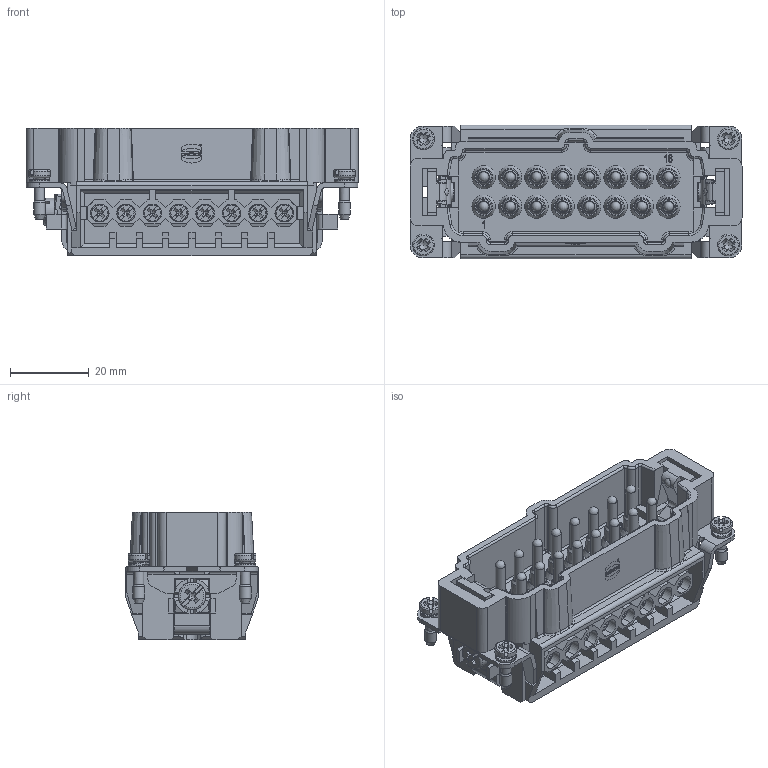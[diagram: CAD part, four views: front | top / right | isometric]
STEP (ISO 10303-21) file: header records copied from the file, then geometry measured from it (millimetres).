
FILE_DESCRIPTION(/* description */ (''),/* implementation_level */ '2;1');
FILE_NAME(/* name */ '100095094ugm000_c.stp',/* time_stamp */ '2017-10-27T11:46:46+02:00',/* author */ (''),/* organization */ (''),/* preprocessor_version */ 'ST-DEVELOPER v16',/* originating_system */ 'SIEMENS PLM Software NX 10.0',/* authorisation */ '');
FILE_SCHEMA (('AUTOMOTIVE_DESIGN { 1 0 10303 214 3 1 1 1 }'));
Products named in the file (1): 100095094ugm000_c
Bounding box: 84.35 x 33.9 x 32.42 mm (x, y, z)
Volume: 31514 mm3; surface area: 40133.9 mm2
Topology: 1 solids, 1 shells, 3279 faces, 9486 edges, 6198 vertices
Faces by surface type: plane 1705, bspline 612, cylinder 518, cone 280, extrusion 76, torus 44, sphere 44
Full cylindrical faces by diameter (mm): 0.335 x1, 0.492 x1, 0.6 x2, 2.4 x7, 2.438 x2, 2.5 x42, 2.65 x16, 3 x36, 3.2 x17, 3.5 x1, 3.7 x1, 4 x1, 4.5 x2, 5.5 x4, 7 x1
Entity records: 150897 total; most frequent: CARTESIAN_POINT 49497, ORIENTED_EDGE 17536, DIRECTION 13932, EDGE_CURVE 8768, VERTEX_POINT 5873, VECTOR 4670, AXIS2_PLACEMENT_3D 4631, LINE 4594
